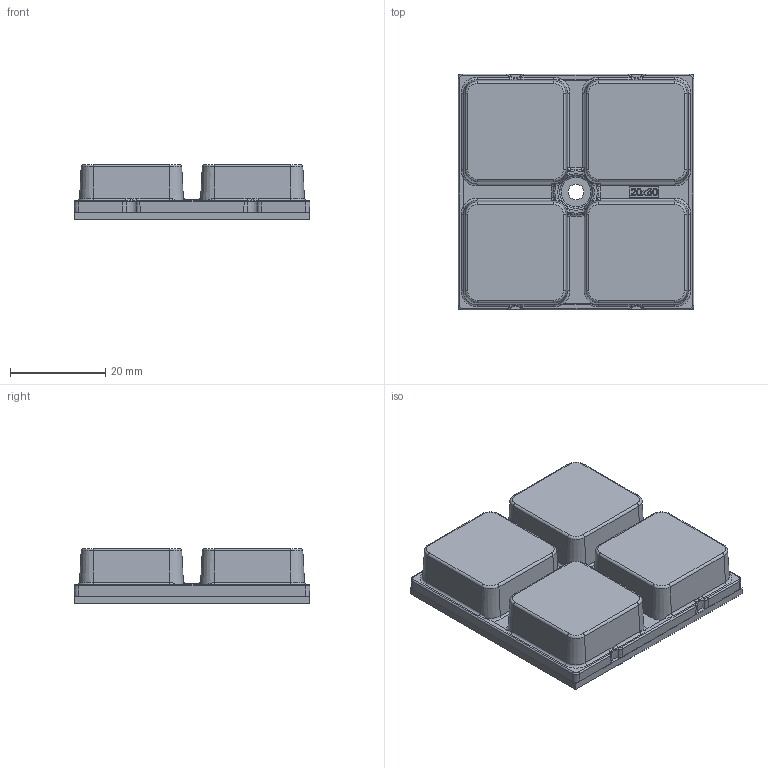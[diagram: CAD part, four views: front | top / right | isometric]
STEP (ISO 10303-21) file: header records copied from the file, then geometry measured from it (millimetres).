
FILE_DESCRIPTION(/* description */ (''),/* implementation_level */ '2;1');
FILE_NAME(/* name */ 'JY-25098-042050-5050-2S-PMMA.stp',/* time_stamp */ '2025-05-26T10:43:29+08:00',/* author */ (''),/* organization */ (''),/* preprocessor_version */ 'ST-DEVELOPER v16',/* originating_system */ 'SIEMENS PLM Software NX 10.0',/* authorisation */ '');
FILE_SCHEMA (('AUTOMOTIVE_DESIGN { 1 0 10303 214 3 1 1 1 }'));
Length unit declared in the file: millimetre
Products named in the file (1): AdmiB0685A81pma6
Bounding box: 49.47 x 49.47 x 11.5 mm (x, y, z)
Volume: 17192.7 mm3; surface area: 15455.5 mm2
Topology: 2 solids, 2 shells, 471 faces, 1131 edges, 679 vertices
Faces by surface type: plane 149, torus 97, cylinder 78, bspline 68, cone 56, extrusion 16, sphere 7
Full cylindrical faces by diameter (mm): 2.1 x2, 3.5 x1
Entity records: 15237 total; most frequent: CARTESIAN_POINT 4582, ORIENTED_EDGE 2220, DIRECTION 2168, EDGE_CURVE 1110, AXIS2_PLACEMENT_3D 869, VERTEX_POINT 676, EDGE_LOOP 512, CIRCLE 481
